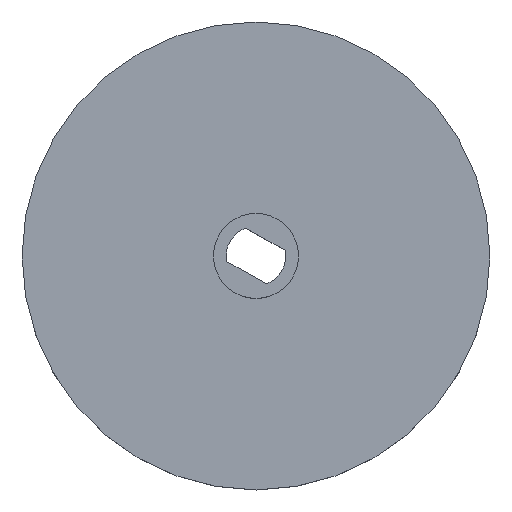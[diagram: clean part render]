
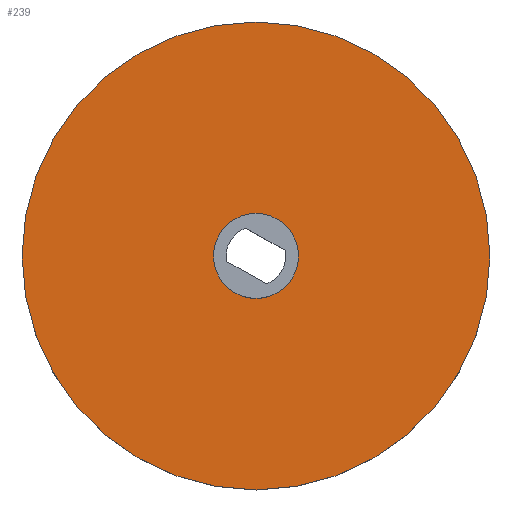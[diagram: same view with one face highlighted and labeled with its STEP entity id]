
A CAD part, top view. The second image highlights one B-rep face of the part: STEP entity #239.
In plain terms, the highlighted planar face has unit normal (0, 0, 1).
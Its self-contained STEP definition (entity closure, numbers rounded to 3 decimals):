
#18=FACE_BOUND('',#60,.T.);
#26=PLANE('',#282);
#41=FACE_OUTER_BOUND('',#59,.T.);
#59=EDGE_LOOP('',(#210));
#60=EDGE_LOOP('',(#211));
#96=CIRCLE('',#257,22.);
#108=CIRCLE('',#281,4.);
#110=VERTEX_POINT('',#364);
#128=VERTEX_POINT('',#421);
#131=EDGE_CURVE('',#110,#110,#96,.T.);
#158=EDGE_CURVE('',#128,#128,#108,.T.);
#210=ORIENTED_EDGE('',*,*,#131,.T.);
#211=ORIENTED_EDGE('',*,*,#158,.F.);
#239=ADVANCED_FACE('',(#41,#18),#26,.T.);
#257=AXIS2_PLACEMENT_3D('',#366,#291,#292);
#281=AXIS2_PLACEMENT_3D('',#423,#354,#355);
#282=AXIS2_PLACEMENT_3D('',#424,#356,#357);
#291=DIRECTION('center_axis',(0.,0.,
1.));
#292=DIRECTION('ref_axis',(1.,0.,0.));
#354=DIRECTION('center_axis',(0.,0.,
1.));
#355=DIRECTION('ref_axis',(-1.,0.,0.));
#356=DIRECTION('center_axis',(0.,0.,
1.));
#357=DIRECTION('ref_axis',(-1.,0.,0.));
#364=CARTESIAN_POINT('',(-22.023,-0.009,6.));
#366=CARTESIAN_POINT('Origin',(-0.023,-0.009,
6.));
#421=CARTESIAN_POINT('',(3.977,-0.009,6.));
#423=CARTESIAN_POINT('Origin',(-0.023,-0.009,
6.));
#424=CARTESIAN_POINT('Origin',(0.,0.,6.));
